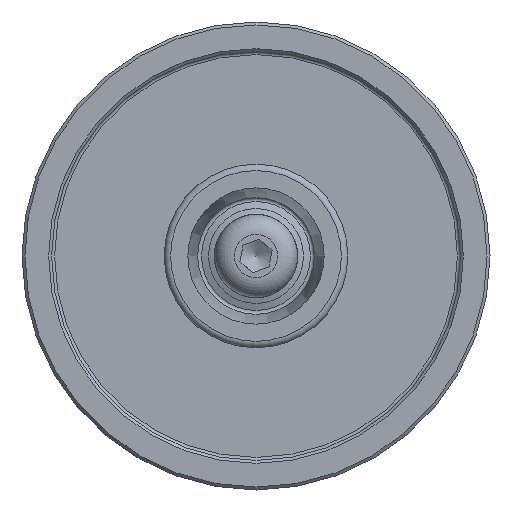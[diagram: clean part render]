
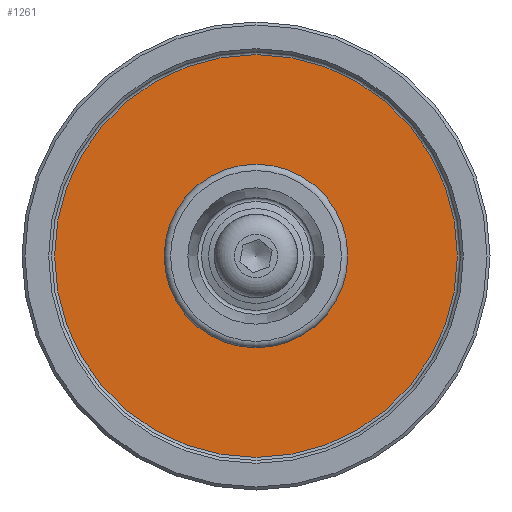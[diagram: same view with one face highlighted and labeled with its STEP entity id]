
A CAD part, front view. The second image highlights one B-rep face of the part: STEP entity #1261.
In plain terms, the highlighted planar face has unit normal (0, -1, 0).
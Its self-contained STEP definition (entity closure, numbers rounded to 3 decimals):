
#116=PLANE($,#1381);
#233=FACE_BOUND($,#382,.T.);
#279=FACE_OUTER_BOUND($,#381,.T.);
#381=EDGE_LOOP($,(#879));
#382=EDGE_LOOP($,(#880));
#487=CIRCLE($,#1353,34.);
#490=CIRCLE($,#1357,15.5);
#568=VERTEX_POINT($,#1936);
#571=VERTEX_POINT($,#1943);
#685=EDGE_CURVE($,#568,#568,#487,.T.);
#688=EDGE_CURVE($,#571,#571,#490,.T.);
#879=ORIENTED_EDGE($,*,*,#685,.T.);
#880=ORIENTED_EDGE($,*,*,#688,.T.);
#1261=ADVANCED_FACE($,(#279,#233),#116,.T.);
#1353=AXIS2_PLACEMENT_3D($,#1937,#1542,#1543);
#1357=AXIS2_PLACEMENT_3D($,#1944,#1550,#1551);
#1381=AXIS2_PLACEMENT_3D($,#2010,#1598,#1599);
#1542=DIRECTION('center_axis',(0.,-1.,0.));
#1543=DIRECTION('ref_axis',(1.,0.,0.));
#1550=DIRECTION('center_axis',(0.,1.,0.));
#1551=DIRECTION('ref_axis',(1.,0.,0.));
#1598=DIRECTION('center_axis',(0.,-1.,0.));
#1599=DIRECTION('ref_axis',(1.,0.,0.));
#1936=CARTESIAN_POINT('',(73.5,5.,0.));
#1937=CARTESIAN_POINT('Origin',(39.5,5.,0.));
#1943=CARTESIAN_POINT('',(55.,5.,0.));
#1944=CARTESIAN_POINT('Origin',(39.5,5.,0.));
#2010=CARTESIAN_POINT('Origin',(5.,5.,0.));
